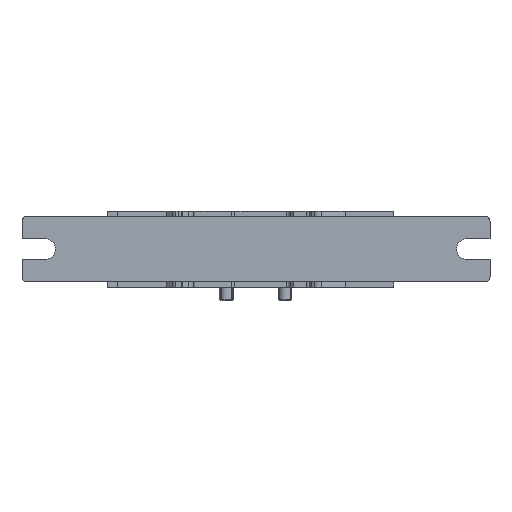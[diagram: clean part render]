
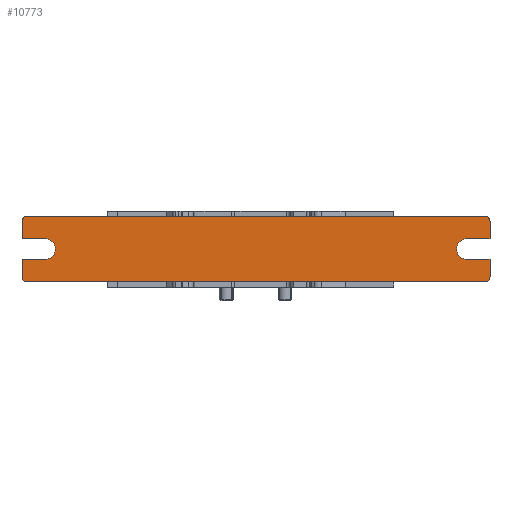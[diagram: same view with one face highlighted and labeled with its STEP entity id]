
A CAD part, front view. The second image highlights one B-rep face of the part: STEP entity #10773.
In plain terms, the highlighted planar face has unit normal (0, -1, 0).
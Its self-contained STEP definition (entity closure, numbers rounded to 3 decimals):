
#179 = ORIENTED_EDGE ( 'NONE', *, *, #35305, .T. ) ;
#181 = VECTOR ( 'NONE', #29395, 1000. ) ;
#256 = EDGE_CURVE ( 'NONE', #4567, #11334, #16000, .T. ) ;
#468 = CARTESIAN_POINT ( 'NONE',  ( 45.571, 3.367, 0.428 ) ) ;
#481 = EDGE_CURVE ( 'NONE', #29913, #1782, #17015, .T. ) ;
#580 = EDGE_CURVE ( 'NONE', #9985, #14999, #18317, .T. ) ;
#588 = EDGE_CURVE ( 'NONE', #17845, #28994, #32065, .T. ) ;
#685 = VERTEX_POINT ( 'NONE', #10734 ) ;
#813 = CIRCLE ( 'NONE', #15441, 1.5 ) ;
#869 = VERTEX_POINT ( 'NONE', #18312 ) ;
#948 = VERTEX_POINT ( 'NONE', #18182 ) ;
#1320 = DIRECTION ( 'NONE',  ( 1., 0., 0. ) ) ;
#1372 = AXIS2_PLACEMENT_3D ( 'NONE', #468, #11308, #25510 ) ;
#1510 = FACE_OUTER_BOUND ( 'NONE', #24604, .T. ) ;
#1782 = VERTEX_POINT ( 'NONE', #24080 ) ;
#2206 = DIRECTION ( 'NONE',  ( 0., 1., 0. ) ) ;
#2753 = EDGE_CURVE ( 'NONE', #21698, #31227, #33913, .T. ) ;
#3117 = ORIENTED_EDGE ( 'NONE', *, *, #23997, .T. ) ;
#3474 = CIRCLE ( 'NONE', #6773, 3. ) ;
#3555 = VECTOR ( 'NONE', #8020, 1000. ) ;
#3612 = VECTOR ( 'NONE', #24371, 1000. ) ;
#3904 = DIRECTION ( 'NONE',  ( 0., 0., 1. ) ) ;
#4567 = VERTEX_POINT ( 'NONE', #30752 ) ;
#5195 = LINE ( 'NONE', #5574, #26380 ) ;
#5261 = CARTESIAN_POINT ( 'NONE',  ( -81.629, 3.367, -9.072 ) ) ;
#5418 = DIRECTION ( 'NONE',  ( 0., -1., 0. ) ) ;
#5574 = CARTESIAN_POINT ( 'NONE',  ( -76.429, 3.367, -2.572 ) ) ;
#5691 = DIRECTION ( 'NONE',  ( -1., 0., 0. ) ) ;
#6230 = ORIENTED_EDGE ( 'NONE', *, *, #2753, .T. ) ;
#6488 = VECTOR ( 'NONE', #29964, 1000. ) ;
#6773 = AXIS2_PLACEMENT_3D ( 'NONE', #18776, #2206, #21560 ) ;
#7452 = ORIENTED_EDGE ( 'NONE', *, *, #27348, .T. ) ;
#7801 = CARTESIAN_POINT ( 'NONE',  ( -76.429, 3.367, -2.572 ) ) ;
#8020 = DIRECTION ( 'NONE',  ( 1., 0., 0. ) ) ;
#8402 = LINE ( 'NONE', #34828, #181 ) ;
#8424 = AXIS2_PLACEMENT_3D ( 'NONE', #34294, #17865, #1320 ) ;
#8466 = VECTOR ( 'NONE', #33807, 1000. ) ;
#9667 = VECTOR ( 'NONE', #20787, 1000. ) ;
#9819 = CARTESIAN_POINT ( 'NONE',  ( -81.629, 3.367, -9.072 ) ) ;
#9939 = DIRECTION ( 'NONE',  ( 0., -1., 0. ) ) ;
#9985 = VERTEX_POINT ( 'NONE', #21683 ) ;
#10061 = VECTOR ( 'NONE', #31534, 1000. ) ;
#10397 = AXIS2_PLACEMENT_3D ( 'NONE', #30018, #13483, #32727 ) ;
#10734 = CARTESIAN_POINT ( 'NONE',  ( 52.271, 3.367, -7.572 ) ) ;
#10773 = ADVANCED_FACE ( 'NONE', ( #1510 ), #18719, .T. ) ;
#10895 = LINE ( 'NONE', #5261, #3555 ) ;
#11308 = DIRECTION ( 'NONE',  ( 0., 1., 0. ) ) ;
#11334 = VERTEX_POINT ( 'NONE', #16123 ) ;
#11798 = CARTESIAN_POINT ( 'NONE',  ( -83.129, 3.367, -2.572 ) ) ;
#12831 = VERTEX_POINT ( 'NONE', #7801 ) ;
#13045 = CARTESIAN_POINT ( 'NONE',  ( -83.129, 3.367, -2.572 ) ) ;
#13260 = VERTEX_POINT ( 'NONE', #13045 ) ;
#13483 = DIRECTION ( 'NONE',  ( 0., -1., 0. ) ) ;
#13841 = ORIENTED_EDGE ( 'NONE', *, *, #580, .T. ) ;
#13986 = VECTOR ( 'NONE', #19877, 1000. ) ;
#14303 = ORIENTED_EDGE ( 'NONE', *, *, #25789, .T. ) ;
#14423 = CARTESIAN_POINT ( 'NONE',  ( -76.429, 3.367, 3.428 ) ) ;
#14449 = CARTESIAN_POINT ( 'NONE',  ( 45.571, 3.367, 3.428 ) ) ;
#14999 = VERTEX_POINT ( 'NONE', #18197 ) ;
#15366 = VERTEX_POINT ( 'NONE', #14423 ) ;
#15441 = AXIS2_PLACEMENT_3D ( 'NONE', #26512, #9939, #29262 ) ;
#15461 = CIRCLE ( 'NONE', #26810, 1.5 ) ;
#16000 = LINE ( 'NONE', #35503, #23378 ) ;
#16081 = DIRECTION ( 'NONE',  ( 0., -1., 0. ) ) ;
#16123 = CARTESIAN_POINT ( 'NONE',  ( 52.271, 3.367, 8.428 ) ) ;
#16313 = CARTESIAN_POINT ( 'NONE',  ( 50.771, 3.367, 8.428 ) ) ;
#16921 = ORIENTED_EDGE ( 'NONE', *, *, #27496, .T. ) ;
#17015 = LINE ( 'NONE', #20545, #9667 ) ;
#17408 = ORIENTED_EDGE ( 'NONE', *, *, #27218, .T. ) ;
#17772 = ORIENTED_EDGE ( 'NONE', *, *, #256, .T. ) ;
#17845 = VERTEX_POINT ( 'NONE', #32133 ) ;
#17865 = DIRECTION ( 'NONE',  ( 0., 1., 0. ) ) ;
#18182 = CARTESIAN_POINT ( 'NONE',  ( 50.771, 3.367, -9.072 ) ) ;
#18197 = CARTESIAN_POINT ( 'NONE',  ( -81.629, 3.367, 9.928 ) ) ;
#18312 = CARTESIAN_POINT ( 'NONE',  ( -83.129, 3.367, 3.428 ) ) ;
#18317 = LINE ( 'NONE', #29499, #3612 ) ;
#18719 = PLANE ( 'NONE',  #10397 ) ;
#18776 = CARTESIAN_POINT ( 'NONE',  ( 45.571, 3.367, 0.428 ) ) ;
#19085 = DIRECTION ( 'NONE',  ( 1., 0., 0. ) ) ;
#19877 = DIRECTION ( 'NONE',  ( 1., 0., 0. ) ) ;
#20545 = CARTESIAN_POINT ( 'NONE',  ( 52.271, 3.367, -2.572 ) ) ;
#20787 = DIRECTION ( 'NONE',  ( -1., 0., 0. ) ) ;
#20802 = AXIS2_PLACEMENT_3D ( 'NONE', #16313, #35474, #19085 ) ;
#21212 = LINE ( 'NONE', #27181, #6488 ) ;
#21560 = DIRECTION ( 'NONE',  ( 1., 0., 0. ) ) ;
#21683 = CARTESIAN_POINT ( 'NONE',  ( 50.771, 3.367, 9.928 ) ) ;
#21698 = VERTEX_POINT ( 'NONE', #23187 ) ;
#22525 = CIRCLE ( 'NONE', #20802, 1.5 ) ;
#22846 = ORIENTED_EDGE ( 'NONE', *, *, #29454, .T. ) ;
#23187 = CARTESIAN_POINT ( 'NONE',  ( -83.129, 3.367, -7.572 ) ) ;
#23222 = LINE ( 'NONE', #11798, #8466 ) ;
#23378 = VECTOR ( 'NONE', #3904, 1000. ) ;
#23997 = EDGE_CURVE ( 'NONE', #24267, #869, #21212, .T. ) ;
#24080 = CARTESIAN_POINT ( 'NONE',  ( 45.571, 3.367, -2.572 ) ) ;
#24267 = VERTEX_POINT ( 'NONE', #33834 ) ;
#24371 = DIRECTION ( 'NONE',  ( -1., 0., 0. ) ) ;
#24604 = EDGE_LOOP ( 'NONE', ( #6230, #16921, #28297, #7452, #35682, #25663, #31306, #17408, #17772, #31524, #13841, #34132, #3117, #14303, #22846, #33217, #179 ) ) ;
#25510 = DIRECTION ( 'NONE',  ( 1., 0., 0. ) ) ;
#25663 = ORIENTED_EDGE ( 'NONE', *, *, #29078, .T. ) ;
#25789 = EDGE_CURVE ( 'NONE', #869, #15366, #8402, .T. ) ;
#26380 = VECTOR ( 'NONE', #5691, 1000. ) ;
#26512 = CARTESIAN_POINT ( 'NONE',  ( -81.629, 3.367, 8.428 ) ) ;
#26810 = AXIS2_PLACEMENT_3D ( 'NONE', #32521, #16081, #35250 ) ;
#27181 = CARTESIAN_POINT ( 'NONE',  ( -83.129, 3.367, 8.428 ) ) ;
#27218 = EDGE_CURVE ( 'NONE', #28994, #4567, #35040, .T. ) ;
#27348 = EDGE_CURVE ( 'NONE', #685, #29913, #32047, .T. ) ;
#27496 = EDGE_CURVE ( 'NONE', #31227, #948, #10895, .T. ) ;
#27892 = CARTESIAN_POINT ( 'NONE',  ( -81.629, 3.367, -7.572 ) ) ;
#28297 = ORIENTED_EDGE ( 'NONE', *, *, #34988, .T. ) ;
#28781 = CARTESIAN_POINT ( 'NONE',  ( 52.271, 3.367, -7.572 ) ) ;
#28994 = VERTEX_POINT ( 'NONE', #32085 ) ;
#29078 = EDGE_CURVE ( 'NONE', #1782, #17845, #3474, .T. ) ;
#29245 = EDGE_CURVE ( 'NONE', #12831, #13260, #5195, .T. ) ;
#29262 = DIRECTION ( 'NONE',  ( 1., 0., 0. ) ) ;
#29395 = DIRECTION ( 'NONE',  ( 1., 0., 0. ) ) ;
#29454 = EDGE_CURVE ( 'NONE', #15366, #12831, #31032, .T. ) ;
#29499 = CARTESIAN_POINT ( 'NONE',  ( 50.771, 3.367, 9.928 ) ) ;
#29913 = VERTEX_POINT ( 'NONE', #33686 ) ;
#29964 = DIRECTION ( 'NONE',  ( 0., 0., -1. ) ) ;
#30018 = CARTESIAN_POINT ( 'NONE',  ( -81.629, 3.367, -7.572 ) ) ;
#30665 = AXIS2_PLACEMENT_3D ( 'NONE', #27892, #5418, #34830 ) ;
#30752 = CARTESIAN_POINT ( 'NONE',  ( 52.271, 3.367, 3.428 ) ) ;
#31032 = CIRCLE ( 'NONE', #8424, 3. ) ;
#31227 = VERTEX_POINT ( 'NONE', #9819 ) ;
#31306 = ORIENTED_EDGE ( 'NONE', *, *, #588, .T. ) ;
#31524 = ORIENTED_EDGE ( 'NONE', *, *, #31907, .T. ) ;
#31534 = DIRECTION ( 'NONE',  ( 0., 0., 1. ) ) ;
#31907 = EDGE_CURVE ( 'NONE', #11334, #9985, #22525, .T. ) ;
#32047 = LINE ( 'NONE', #28781, #10061 ) ;
#32065 = CIRCLE ( 'NONE', #1372, 3. ) ;
#32085 = CARTESIAN_POINT ( 'NONE',  ( 45.571, 3.367, 3.428 ) ) ;
#32133 = CARTESIAN_POINT ( 'NONE',  ( 42.571, 3.367, 0.428 ) ) ;
#32521 = CARTESIAN_POINT ( 'NONE',  ( 50.771, 3.367, -7.572 ) ) ;
#32727 = DIRECTION ( 'NONE',  ( 1., 0., 0. ) ) ;
#33217 = ORIENTED_EDGE ( 'NONE', *, *, #29245, .T. ) ;
#33686 = CARTESIAN_POINT ( 'NONE',  ( 52.271, 3.367, -2.572 ) ) ;
#33807 = DIRECTION ( 'NONE',  ( 0., 0., -1. ) ) ;
#33834 = CARTESIAN_POINT ( 'NONE',  ( -83.129, 3.367, 8.428 ) ) ;
#33913 = CIRCLE ( 'NONE', #30665, 1.5 ) ;
#34132 = ORIENTED_EDGE ( 'NONE', *, *, #34381, .T. ) ;
#34294 = CARTESIAN_POINT ( 'NONE',  ( -76.429, 3.367, 0.428 ) ) ;
#34381 = EDGE_CURVE ( 'NONE', #14999, #24267, #813, .T. ) ;
#34828 = CARTESIAN_POINT ( 'NONE',  ( -83.129, 3.367, 3.428 ) ) ;
#34830 = DIRECTION ( 'NONE',  ( 1., 0., 0. ) ) ;
#34988 = EDGE_CURVE ( 'NONE', #948, #685, #15461, .T. ) ;
#35040 = LINE ( 'NONE', #14449, #13986 ) ;
#35250 = DIRECTION ( 'NONE',  ( 1., 0., 0. ) ) ;
#35305 = EDGE_CURVE ( 'NONE', #13260, #21698, #23222, .T. ) ;
#35474 = DIRECTION ( 'NONE',  ( 0., -1., 0. ) ) ;
#35503 = CARTESIAN_POINT ( 'NONE',  ( 52.271, 3.367, 3.428 ) ) ;
#35682 = ORIENTED_EDGE ( 'NONE', *, *, #481, .T. ) ;
